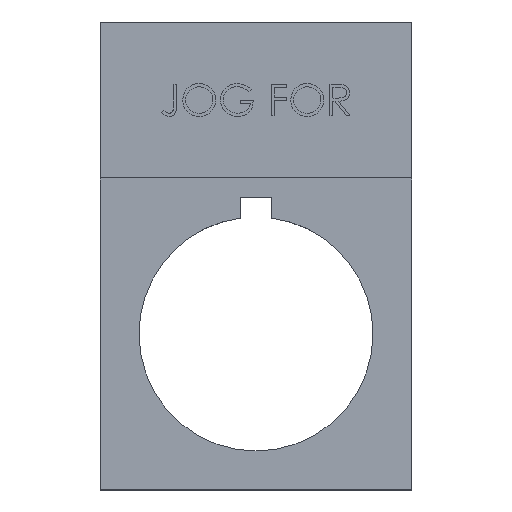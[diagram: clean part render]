
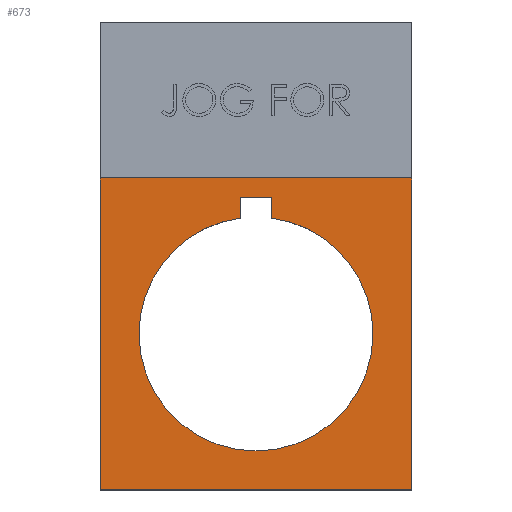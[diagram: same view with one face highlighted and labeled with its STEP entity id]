
A CAD part, top view. The second image highlights one B-rep face of the part: STEP entity #673.
In plain terms, the highlighted planar face has unit normal (0, 0, 1).
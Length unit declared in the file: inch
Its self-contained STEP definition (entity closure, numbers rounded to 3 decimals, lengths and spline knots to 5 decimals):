
#134 = CARTESIAN_POINT ( 'NONE',  ( 0.59055, 0.59055, 0.01969 ) ) ;
#139 = CARTESIAN_POINT ( 'NONE',  ( 0.05906, 0.5177, 0.01969 ) ) ;
#327 = LINE ( 'NONE', #521, #2878 ) ;
#388 = CARTESIAN_POINT ( 'NONE',  ( 0.44291, 0., 0.01969 ) ) ;
#501 = DIRECTION ( 'NONE',  ( 0., 0., 1. ) ) ;
#521 = CARTESIAN_POINT ( 'NONE',  ( -0.59055, 1.1811, 0.01969 ) ) ;
#628 = VERTEX_POINT ( 'NONE', #3859 ) ;
#636 = ORIENTED_EDGE ( 'NONE', *, *, #1797, .F. ) ;
#673 = ADVANCED_FACE ( 'NONE', ( #4433, #2515 ), #2945, .T. ) ;
#718 = VERTEX_POINT ( 'NONE', #5284 ) ;
#729 = VECTOR ( 'NONE', #4684, 39.37008 ) ;
#776 = CIRCLE ( 'NONE', #6039, 0.44291 ) ;
#798 = VECTOR ( 'NONE', #6157, 39.37008 ) ;
#1139 = DIRECTION ( 'NONE',  ( 1., 0., 0. ) ) ;
#1162 = CARTESIAN_POINT ( 'NONE',  ( 0., 0., 0.01969 ) ) ;
#1358 = CARTESIAN_POINT ( 'NONE',  ( -0.59055, 0.59055, 0.01969 ) ) ;
#1739 = ORIENTED_EDGE ( 'NONE', *, *, #5898, .T. ) ;
#1797 = EDGE_CURVE ( 'NONE', #628, #3534, #2199, .T. ) ;
#1919 = EDGE_CURVE ( 'NONE', #2994, #3411, #6109, .T. ) ;
#2182 = ORIENTED_EDGE ( 'NONE', *, *, #1919, .T. ) ;
#2199 = LINE ( 'NONE', #4665, #729 ) ;
#2214 = EDGE_CURVE ( 'NONE', #4714, #3505, #2888, .T. ) ;
#2282 = CARTESIAN_POINT ( 'NONE',  ( 0.05906, 0.43896, 0.01969 ) ) ;
#2302 = CARTESIAN_POINT ( 'NONE',  ( -0.05906, 0.5177, 0.01969 ) ) ;
#2414 = ORIENTED_EDGE ( 'NONE', *, *, #4051, .T. ) ;
#2418 = CARTESIAN_POINT ( 'NONE',  ( 0., 0.29528, 0.01969 ) ) ;
#2494 = EDGE_LOOP ( 'NONE', ( #1739, #5953, #2414, #4570, #6104, #2182 ) ) ;
#2510 = AXIS2_PLACEMENT_3D ( 'NONE', #1162, #6071, #1139 ) ;
#2515 = FACE_OUTER_BOUND ( 'NONE', #2729, .T. ) ;
#2557 = CARTESIAN_POINT ( 'NONE',  ( -0.59055, 0.59055, 0.01969 ) ) ;
#2570 = LINE ( 'NONE', #2282, #798 ) ;
#2729 = EDGE_LOOP ( 'NONE', ( #636, #3696, #4069, #4348 ) ) ;
#2842 = DIRECTION ( 'NONE',  ( 0., 0., -1. ) ) ;
#2878 = VECTOR ( 'NONE', #5411, 39.37008 ) ;
#2888 = CIRCLE ( 'NONE', #2510, 0.44291 ) ;
#2945 = PLANE ( 'NONE',  #3952 ) ;
#2947 = VECTOR ( 'NONE', #5069, 39.37008 ) ;
#2994 = VERTEX_POINT ( 'NONE', #3387 ) ;
#3136 = CARTESIAN_POINT ( 'NONE',  ( 0.59055, -0.59055, 0.01969 ) ) ;
#3311 = VERTEX_POINT ( 'NONE', #6143 ) ;
#3328 = DIRECTION ( 'NONE',  ( 1., 0., 0. ) ) ;
#3387 = CARTESIAN_POINT ( 'NONE',  ( -0.05906, 0.43896, 0.01969 ) ) ;
#3411 = VERTEX_POINT ( 'NONE', #4943 ) ;
#3461 = EDGE_CURVE ( 'NONE', #3505, #2994, #3702, .T. ) ;
#3470 = LINE ( 'NONE', #139, #4329 ) ;
#3505 = VERTEX_POINT ( 'NONE', #5818 ) ;
#3526 = CARTESIAN_POINT ( 'NONE',  ( -0.19685, 0.59055, 0.01969 ) ) ;
#3534 = VERTEX_POINT ( 'NONE', #5752 ) ;
#3696 = ORIENTED_EDGE ( 'NONE', *, *, #5987, .F. ) ;
#3702 = CIRCLE ( 'NONE', #4291, 0.44291 ) ;
#3803 = DIRECTION ( 'NONE',  ( 0., 1., 0. ) ) ;
#3859 = CARTESIAN_POINT ( 'NONE',  ( 0.59055, -0.59055, 0.01969 ) ) ;
#3952 = AXIS2_PLACEMENT_3D ( 'NONE', #2418, #501, #3960 ) ;
#3960 = DIRECTION ( 'NONE',  ( 1., 0., 0. ) ) ;
#4014 = CARTESIAN_POINT ( 'NONE',  ( 0., 0., 0.01969 ) ) ;
#4051 = EDGE_CURVE ( 'NONE', #718, #4714, #776, .T. ) ;
#4069 = ORIENTED_EDGE ( 'NONE', *, *, #6350, .T. ) ;
#4105 = LINE ( 'NONE', #3136, #2947 ) ;
#4291 = AXIS2_PLACEMENT_3D ( 'NONE', #5283, #2842, #3328 ) ;
#4329 = VECTOR ( 'NONE', #6047, 39.37008 ) ;
#4348 = ORIENTED_EDGE ( 'NONE', *, *, #6148, .F. ) ;
#4433 = FACE_BOUND ( 'NONE', #2494, .T. ) ;
#4457 = DIRECTION ( 'NONE',  ( 1., 0., 0. ) ) ;
#4567 = CARTESIAN_POINT ( 'NONE',  ( 0.19685, 0.59055, 0.01969 ) ) ;
#4570 = ORIENTED_EDGE ( 'NONE', *, *, #2214, .T. ) ;
#4665 = CARTESIAN_POINT ( 'NONE',  ( -0.59055, -0.59055, 0.01969 ) ) ;
#4684 = DIRECTION ( 'NONE',  ( -1., 0., 0. ) ) ;
#4714 = VERTEX_POINT ( 'NONE', #388 ) ;
#4787 = VERTEX_POINT ( 'NONE', #5088 ) ;
#4936 = B_SPLINE_CURVE_WITH_KNOTS ( 'NONE', 3,
 ( #134, #4567, #3526, #2557 ),
 .UNSPECIFIED., .F., .F.,
 ( 4, 4 ),
 ( 0., 1. ),
 .UNSPECIFIED. ) ;
#4943 = CARTESIAN_POINT ( 'NONE',  ( -0.05906, 0.5177, 0.01969 ) ) ;
#4992 = DIRECTION ( 'NONE',  ( 0., 0., -1. ) ) ;
#5069 = DIRECTION ( 'NONE',  ( 0., -1., 0. ) ) ;
#5088 = CARTESIAN_POINT ( 'NONE',  ( 0.59055, 0.59055, 0.01969 ) ) ;
#5263 = VECTOR ( 'NONE', #3803, 39.37008 ) ;
#5283 = CARTESIAN_POINT ( 'NONE',  ( 0., 0., 0.01969 ) ) ;
#5284 = CARTESIAN_POINT ( 'NONE',  ( 0.05906, 0.43896, 0.01969 ) ) ;
#5331 = EDGE_CURVE ( 'NONE', #3311, #718, #2570, .T. ) ;
#5411 = DIRECTION ( 'NONE',  ( 0., 1., 0. ) ) ;
#5563 = VERTEX_POINT ( 'NONE', #1358 ) ;
#5752 = CARTESIAN_POINT ( 'NONE',  ( -0.59055, -0.59055, 0.01969 ) ) ;
#5818 = CARTESIAN_POINT ( 'NONE',  ( -0.44291, 0., 0.01969 ) ) ;
#5898 = EDGE_CURVE ( 'NONE', #3411, #3311, #3470, .T. ) ;
#5953 = ORIENTED_EDGE ( 'NONE', *, *, #5331, .T. ) ;
#5987 = EDGE_CURVE ( 'NONE', #4787, #628, #4105, .T. ) ;
#6039 = AXIS2_PLACEMENT_3D ( 'NONE', #4014, #4992, #4457 ) ;
#6047 = DIRECTION ( 'NONE',  ( 1., 0., 0. ) ) ;
#6071 = DIRECTION ( 'NONE',  ( 0., 0., -1. ) ) ;
#6104 = ORIENTED_EDGE ( 'NONE', *, *, #3461, .T. ) ;
#6109 = LINE ( 'NONE', #2302, #5263 ) ;
#6143 = CARTESIAN_POINT ( 'NONE',  ( 0.05906, 0.5177, 0.01969 ) ) ;
#6148 = EDGE_CURVE ( 'NONE', #3534, #5563, #327, .T. ) ;
#6157 = DIRECTION ( 'NONE',  ( 0., -1., 0. ) ) ;
#6350 = EDGE_CURVE ( 'NONE', #4787, #5563, #4936, .T. ) ;
